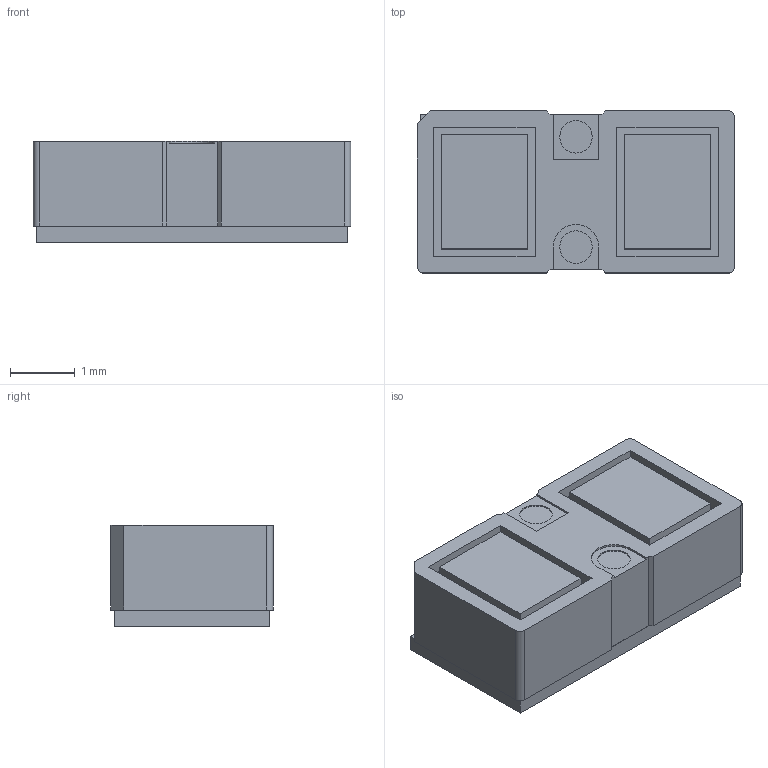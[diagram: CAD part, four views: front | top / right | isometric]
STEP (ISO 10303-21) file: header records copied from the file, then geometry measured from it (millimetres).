
FILE_DESCRIPTION(('FreeCAD Model'),'2;1');
FILE_NAME('Open CASCADE Shape Model','2024-05-23T22:24:39',( 'kicad StepUp'),('ksu MCAD'),'Open CASCADE STEP processor 7.7', 'FreeCAD','Unknown');
FILE_SCHEMA(('AUTOMOTIVE_DESIGN { 1 0 10303 214 1 1 1 1 }'));
Length unit declared in the file: millimetre
Products named in the file (1): ST_VL53L1x
Bounding box: 4.9 x 2.5 x 1.57 mm (x, y, z)
Volume: 18.5 mm3; surface area: 93.4 mm2
Topology: 18 solids, 18 shells, 138 faces, 294 edges, 196 vertices
Faces by surface type: plane 130, cylinder 8
Full cylindrical faces by diameter (mm): 0.5 x2, 0.7 x1, 0.85 x1
Entity records: 4790 total; most frequent: CARTESIAN_POINT 629, DIRECTION 588, ORIENTED_EDGE 588, EDGE_CURVE 294, LINE 278, VECTOR 278, VERTEX_POINT 196, PRESENTATION_STYLE_ASSIGNMENT 156
